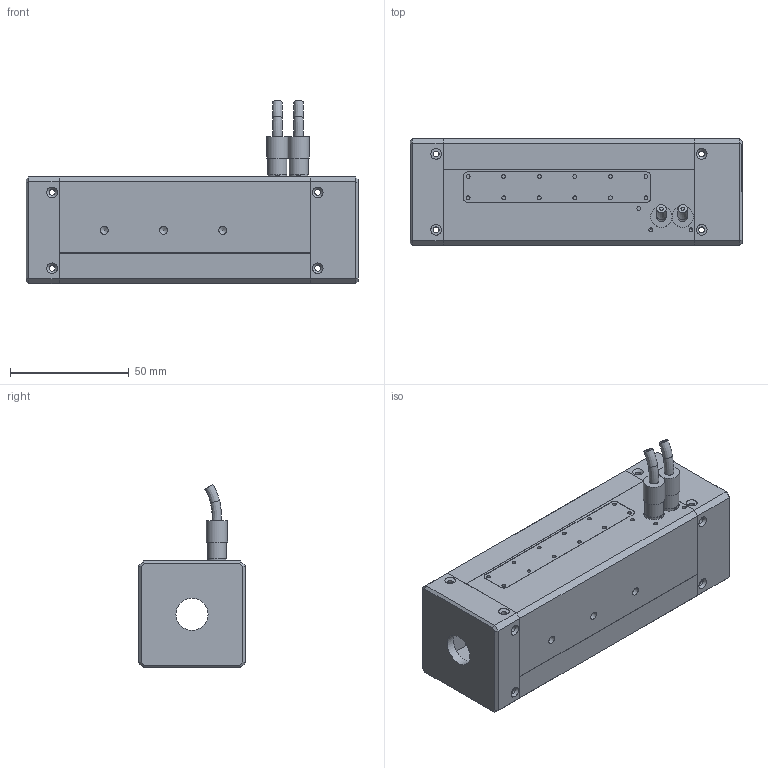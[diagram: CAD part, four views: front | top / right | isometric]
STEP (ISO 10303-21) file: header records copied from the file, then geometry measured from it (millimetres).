
FILE_DESCRIPTION(/* description */ (''),/* implementation_level */ '2;1');
FILE_NAME(/* name */ 'MEX13v2.2.step',/* time_stamp */ '2021-07-19T14:29:29+03:00',/* author */ (''),/* organization */ (''),/* preprocessor_version */ 'ST-DEVELOPER v18.1',/* originating_system */ 'Autodesk Translation Framework v10.9.0.1377',/* authorisation */ '');
FILE_SCHEMA (('AUTOMOTIVE_DESIGN { 1 0 10303 214 3 1 1 }'));
Length unit declared in the file: millimetre
Products named in the file (13): MEX13v2.2; MEX13-01-00; BDS-006-00 v1; Component4; MEX-09-00; Front cover; MEX13-04-00; Binder jsnap in; Binder jsnap in v1; MEX13-02/03 main cover; MEX13-02-00; MEX13-03-00; Connector
Assembly tree (13 placements, depth 4):
  MEX13v2.2
    MEX13-01-00
      BDS-006-00 v1
        Component4
    MEX-09-00
      Front cover
    MEX13-04-00
    Binder jsnap in
    Binder jsnap in v1
    MEX13-02/03 main cover
      MEX13-02-00
      MEX13-03-00
    Connector  x2
Bounding box: 140 x 45 x 77.33 mm (x, y, z)
Volume: 73546.2 mm3; surface area: 66295.6 mm2
Topology: 9 solids, 12 shells, 374 faces, 949 edges, 621 vertices
Faces by surface type: plane 187, cylinder 116, cone 52, torus 8, sphere 7, bspline 4
Full cylindrical faces by diameter (mm): 0.78 x7, 0.9 x3, 1.1 x3, 1.2 x4, 1.623 x15, 2.1 x4, 2.2 x3, 2.5 x16, 3.332 x3, 5.461 x2, 6.35 x2, 7.8 x2, 8 x2, 8.5 x2, 9 x2, 13.505 x1, 15 x1, 24 x1, 26.088 x1, 28.5 x1
Entity records: 12068 total; most frequent: CARTESIAN_POINT 2228, DIRECTION 1991, ORIENTED_EDGE 1842, EDGE_CURVE 921, AXIS2_PLACEMENT_3D 720, VERTEX_POINT 613, LINE 551, VECTOR 551
